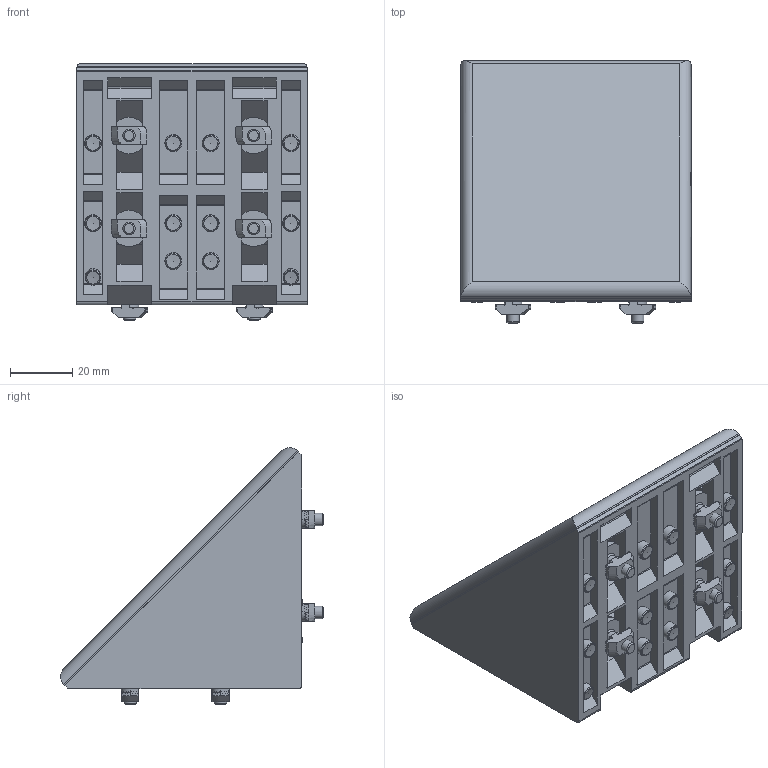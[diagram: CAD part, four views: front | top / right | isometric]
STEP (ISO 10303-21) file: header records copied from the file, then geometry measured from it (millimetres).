
FILE_DESCRIPTION(('FreeCAD Model'),'2;1');
FILE_NAME('Open CASCADE Shape Model','2024-03-20T10:26:52',(''),(''), 'Open CASCADE STEP processor 7.6','FreeCAD','Unknown');
FILE_SCHEMA(('AUTOMOTIVE_DESIGN { 1 0 10303 214 1 1 1 1 }'));
Length unit declared in the file: millimetre
Products named in the file (5): STI8-CE8080; 093WA803a; 093WA803cc; 093WA803sc; 093WA803n
Assembly tree (18 placements, depth 2):
  STI8-CE8080
    093WA803a
    093WA803cc
    093WA803sc  x8
    093WA803n  x8
Bounding box: 74 x 84.38 x 82.39 mm (x, y, z)
Volume: 86475.3 mm3; surface area: 60713.3 mm2
Topology: 18 solids, 30 shells, 956 faces, 2541 edges, 1672 vertices
Faces by surface type: plane 630, cylinder 194, cone 68, torus 48, bspline 16
Full cylindrical faces by diameter (mm): 3.242 x8, 4 x8, 5 x2, 5.36 x10, 11.6 x8
Entity records: 34732 total; most frequent: CARTESIAN_POINT 9524, DIRECTION 4594, LINE 2617, VECTOR 2617, ORIENTED_EDGE 2424, PCURVE 2424, DEFINITIONAL_REPRESENTATION 2424, EDGE_CURVE 1212
